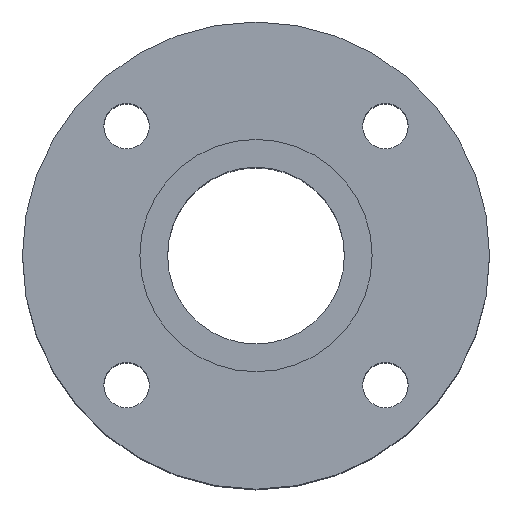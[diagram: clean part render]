
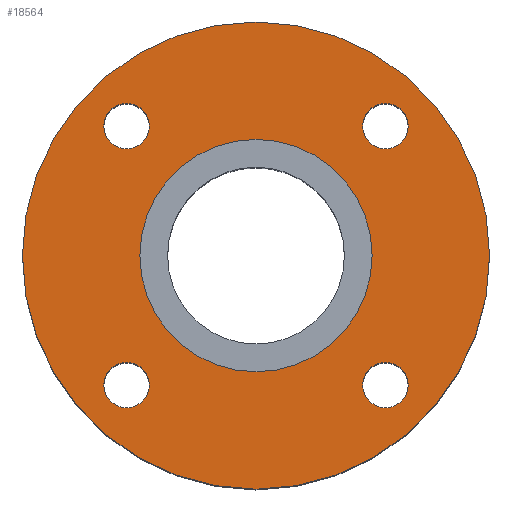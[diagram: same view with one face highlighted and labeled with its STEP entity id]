
A CAD part, top view. The second image highlights one B-rep face of the part: STEP entity #18564.
In plain terms, the highlighted planar face has unit normal (0, 0, 1).
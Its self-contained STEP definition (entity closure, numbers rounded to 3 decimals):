
#520 = CARTESIAN_POINT ( 'NONE',  ( 60.265, -51.265, -1. ) ) ;
#1307 = EDGE_LOOP ( 'NONE', ( #20080, #20644 ) ) ;
#1401 = CIRCLE ( 'NONE', #7954, 9. ) ;
#1622 = DIRECTION ( 'NONE',  ( 0., -1., 0. ) ) ;
#1717 = DIRECTION ( 'NONE',  ( 1., 0., 0. ) ) ;
#1977 = DIRECTION ( 'NONE',  ( 1., 0., 0. ) ) ;
#2847 = ORIENTED_EDGE ( 'NONE', *, *, #15323, .F. ) ;
#3277 = CARTESIAN_POINT ( 'NONE',  ( -51.265, 51.265, -1. ) ) ;
#3434 = CIRCLE ( 'NONE', #9518, 46. ) ;
#3468 = VERTEX_POINT ( 'NONE', #13697 ) ;
#3761 = DIRECTION ( 'NONE',  ( -1., 0., 0. ) ) ;
#3767 = DIRECTION ( 'NONE',  ( 0., 0., 1. ) ) ;
#4180 = CARTESIAN_POINT ( 'NONE',  ( 51.265, 51.265, -1. ) ) ;
#4239 = CIRCLE ( 'NONE', #8916, 46. ) ;
#4255 = CARTESIAN_POINT ( 'NONE',  ( -51.265, -51.265, -1. ) ) ;
#4566 = EDGE_LOOP ( 'NONE', ( #8529, #20489 ) ) ;
#4855 = FACE_BOUND ( 'NONE', #8456, .T. ) ;
#5121 = ORIENTED_EDGE ( 'NONE', *, *, #22752, .F. ) ;
#5126 = CARTESIAN_POINT ( 'NONE',  ( 60.265, 51.265, -1. ) ) ;
#5208 = DIRECTION ( 'NONE',  ( 1., 0., 0. ) ) ;
#5275 = ORIENTED_EDGE ( 'NONE', *, *, #16492, .F. ) ;
#5930 = DIRECTION ( 'NONE',  ( 0., 0., 1. ) ) ;
#5978 = VERTEX_POINT ( 'NONE', #9965 ) ;
#6489 = CARTESIAN_POINT ( 'NONE',  ( 42.265, 51.265, -1. ) ) ;
#6596 = CARTESIAN_POINT ( 'NONE',  ( -46., 0., -1. ) ) ;
#6711 = DIRECTION ( 'NONE',  ( 0., 0., 1. ) ) ;
#7078 = CIRCLE ( 'NONE', #23484, 9. ) ;
#7239 = VERTEX_POINT ( 'NONE', #520 ) ;
#7333 = PLANE ( 'NONE',  #15561 ) ;
#7954 = AXIS2_PLACEMENT_3D ( 'NONE', #4180, #3767, #13122 ) ;
#7996 = AXIS2_PLACEMENT_3D ( 'NONE', #9607, #14016, #5208 ) ;
#8082 = AXIS2_PLACEMENT_3D ( 'NONE', #17853, #6711, #1717 ) ;
#8407 = VERTEX_POINT ( 'NONE', #26968 ) ;
#8425 = CARTESIAN_POINT ( 'NONE',  ( 0., 0., -1. ) ) ;
#8456 = EDGE_LOOP ( 'NONE', ( #27584, #17337 ) ) ;
#8529 = ORIENTED_EDGE ( 'NONE', *, *, #11772, .F. ) ;
#8606 = DIRECTION ( 'NONE',  ( 0., 1., 0. ) ) ;
#8916 = AXIS2_PLACEMENT_3D ( 'NONE', #20498, #11105, #22553 ) ;
#9242 = CARTESIAN_POINT ( 'NONE',  ( 0., 46., -1. ) ) ;
#9428 = CIRCLE ( 'NONE', #20195, 9. ) ;
#9518 = AXIS2_PLACEMENT_3D ( 'NONE', #8425, #19727, #1977 ) ;
#9607 = CARTESIAN_POINT ( 'NONE',  ( 0., 0., -1. ) ) ;
#9965 = CARTESIAN_POINT ( 'NONE',  ( 42.265, -51.265, -1. ) ) ;
#10523 = VERTEX_POINT ( 'NONE', #18344 ) ;
#11105 = DIRECTION ( 'NONE',  ( 0., 0., 1. ) ) ;
#11772 = EDGE_CURVE ( 'NONE', #25997, #18136, #1401, .T. ) ;
#11827 = CIRCLE ( 'NONE', #18834, 9. ) ;
#11941 = EDGE_CURVE ( 'NONE', #26314, #10523, #17793, .T. ) ;
#12528 = EDGE_CURVE ( 'NONE', #17193, #18967, #20616, .T. ) ;
#12693 = CARTESIAN_POINT ( 'NONE',  ( -51.265, -51.265, -1. ) ) ;
#13011 = EDGE_LOOP ( 'NONE', ( #13391, #2847 ) ) ;
#13122 = DIRECTION ( 'NONE',  ( 1., 0., 0. ) ) ;
#13391 = ORIENTED_EDGE ( 'NONE', *, *, #24154, .F. ) ;
#13509 = VERTEX_POINT ( 'NONE', #23251 ) ;
#13618 = VERTEX_POINT ( 'NONE', #6596 ) ;
#13697 = CARTESIAN_POINT ( 'NONE',  ( -42.265, -51.265, -1. ) ) ;
#13946 = FACE_OUTER_BOUND ( 'NONE', #15858, .T. ) ;
#14016 = DIRECTION ( 'NONE',  ( 0., 0., 1. ) ) ;
#14346 = EDGE_CURVE ( 'NONE', #18967, #17193, #18312, .T. ) ;
#14476 = DIRECTION ( 'NONE',  ( 0., 0., 1. ) ) ;
#14489 = CARTESIAN_POINT ( 'NONE',  ( 0., 0., -1. ) ) ;
#14879 = DIRECTION ( 'NONE',  ( 0., -1., 0. ) ) ;
#15323 = EDGE_CURVE ( 'NONE', #5978, #7239, #7078, .T. ) ;
#15561 = AXIS2_PLACEMENT_3D ( 'NONE', #9242, #20547, #18056 ) ;
#15858 = EDGE_LOOP ( 'NONE', ( #16626, #19078 ) ) ;
#16018 = EDGE_LOOP ( 'NONE', ( #5275, #5121 ) ) ;
#16031 = CIRCLE ( 'NONE', #26819, 9. ) ;
#16288 = FACE_BOUND ( 'NONE', #16018, .T. ) ;
#16492 = EDGE_CURVE ( 'NONE', #3468, #13509, #20682, .T. ) ;
#16626 = ORIENTED_EDGE ( 'NONE', *, *, #14346, .T. ) ;
#17193 = VERTEX_POINT ( 'NONE', #18353 ) ;
#17337 = ORIENTED_EDGE ( 'NONE', *, *, #20647, .F. ) ;
#17793 = CIRCLE ( 'NONE', #24359, 9. ) ;
#17853 = CARTESIAN_POINT ( 'NONE',  ( 51.265, 51.265, -1. ) ) ;
#18056 = DIRECTION ( 'NONE',  ( -1., 0., 0. ) ) ;
#18136 = VERTEX_POINT ( 'NONE', #6489 ) ;
#18312 = CIRCLE ( 'NONE', #7996, 92.5 ) ;
#18344 = CARTESIAN_POINT ( 'NONE',  ( -42.265, 51.265, -1. ) ) ;
#18353 = CARTESIAN_POINT ( 'NONE',  ( -92.5, 0., -1. ) ) ;
#18564 = ADVANCED_FACE ( 'NONE', ( #27468, #16288, #27027, #26887, #4855, #13946 ), #7333, .F. ) ;
#18566 = DIRECTION ( 'NONE',  ( 0., 0., 1. ) ) ;
#18834 = AXIS2_PLACEMENT_3D ( 'NONE', #21766, #5930, #14879 ) ;
#18967 = VERTEX_POINT ( 'NONE', #27255 ) ;
#19078 = ORIENTED_EDGE ( 'NONE', *, *, #12528, .T. ) ;
#19519 = DIRECTION ( 'NONE',  ( 0., 0., 1. ) ) ;
#19727 = DIRECTION ( 'NONE',  ( 0., 0., 1. ) ) ;
#20080 = ORIENTED_EDGE ( 'NONE', *, *, #25322, .F. ) ;
#20195 = AXIS2_PLACEMENT_3D ( 'NONE', #12693, #14476, #3761 ) ;
#20489 = ORIENTED_EDGE ( 'NONE', *, *, #26207, .F. ) ;
#20498 = CARTESIAN_POINT ( 'NONE',  ( 0., 0., -1. ) ) ;
#20547 = DIRECTION ( 'NONE',  ( 0., 0., -1. ) ) ;
#20616 = CIRCLE ( 'NONE', #27674, 92.5 ) ;
#20644 = ORIENTED_EDGE ( 'NONE', *, *, #11941, .F. ) ;
#20647 = EDGE_CURVE ( 'NONE', #13618, #8407, #4239, .T. ) ;
#20682 = CIRCLE ( 'NONE', #24431, 9. ) ;
#21316 = DIRECTION ( 'NONE',  ( 0., 0., 1. ) ) ;
#21766 = CARTESIAN_POINT ( 'NONE',  ( 51.265, -51.265, -1. ) ) ;
#22013 = DIRECTION ( 'NONE',  ( -1., 0., 0. ) ) ;
#22364 = CARTESIAN_POINT ( 'NONE',  ( -60.265, 51.265, -1. ) ) ;
#22553 = DIRECTION ( 'NONE',  ( 1., 0., 0. ) ) ;
#22752 = EDGE_CURVE ( 'NONE', #13509, #3468, #9428, .T. ) ;
#23251 = CARTESIAN_POINT ( 'NONE',  ( -60.265, -51.265, -1. ) ) ;
#23263 = CARTESIAN_POINT ( 'NONE',  ( -51.265, 51.265, -1. ) ) ;
#23484 = AXIS2_PLACEMENT_3D ( 'NONE', #24080, #23648, #1622 ) ;
#23596 = DIRECTION ( 'NONE',  ( 0., 0., 1. ) ) ;
#23648 = DIRECTION ( 'NONE',  ( 0., 0., 1. ) ) ;
#24080 = CARTESIAN_POINT ( 'NONE',  ( 51.265, -51.265, -1. ) ) ;
#24154 = EDGE_CURVE ( 'NONE', #7239, #5978, #11827, .T. ) ;
#24359 = AXIS2_PLACEMENT_3D ( 'NONE', #23263, #18566, #27972 ) ;
#24431 = AXIS2_PLACEMENT_3D ( 'NONE', #4255, #19519, #22013 ) ;
#25322 = EDGE_CURVE ( 'NONE', #10523, #26314, #16031, .T. ) ;
#25997 = VERTEX_POINT ( 'NONE', #5126 ) ;
#26207 = EDGE_CURVE ( 'NONE', #18136, #25997, #27782, .T. ) ;
#26314 = VERTEX_POINT ( 'NONE', #22364 ) ;
#26819 = AXIS2_PLACEMENT_3D ( 'NONE', #3277, #21316, #8606 ) ;
#26887 = FACE_BOUND ( 'NONE', #4566, .T. ) ;
#26968 = CARTESIAN_POINT ( 'NONE',  ( 46., 0., -1. ) ) ;
#27027 = FACE_BOUND ( 'NONE', #1307, .T. ) ;
#27238 = EDGE_CURVE ( 'NONE', #8407, #13618, #3434, .T. ) ;
#27255 = CARTESIAN_POINT ( 'NONE',  ( 92.5, 0., -1. ) ) ;
#27468 = FACE_BOUND ( 'NONE', #13011, .T. ) ;
#27584 = ORIENTED_EDGE ( 'NONE', *, *, #27238, .F. ) ;
#27674 = AXIS2_PLACEMENT_3D ( 'NONE', #14489, #23596, #27727 ) ;
#27727 = DIRECTION ( 'NONE',  ( 1., 0., 0. ) ) ;
#27782 = CIRCLE ( 'NONE', #8082, 9. ) ;
#27972 = DIRECTION ( 'NONE',  ( 0., 1., 0. ) ) ;
